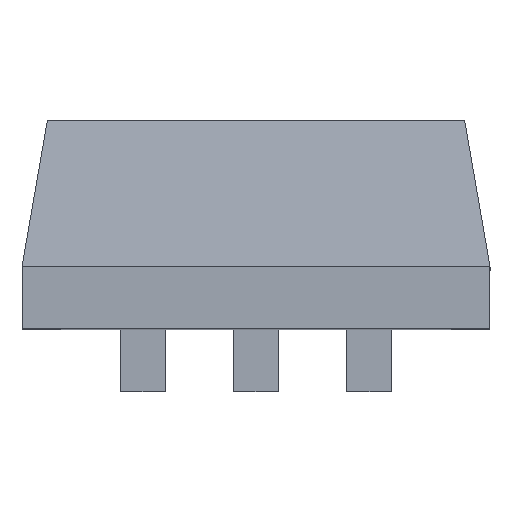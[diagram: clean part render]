
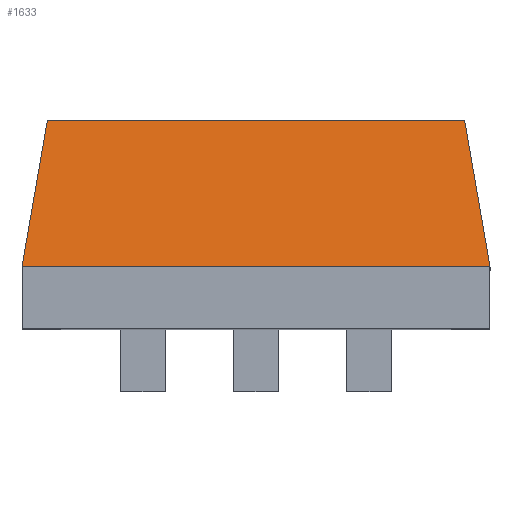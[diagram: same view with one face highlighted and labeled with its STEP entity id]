
A CAD part, top view. The second image highlights one B-rep face of the part: STEP entity #1633.
In plain terms, the highlighted face is planar.
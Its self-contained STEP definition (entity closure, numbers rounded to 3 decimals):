
#7 = ORIENTED_EDGE ( 'NONE', *, *, #395, .F. ) ;
#98 = CARTESIAN_POINT ( 'NONE',  ( 0., 13.605, 1.4 ) ) ;
#144 = VERTEX_POINT ( 'NONE', #1099 ) ;
#163 = LINE ( 'NONE', #4006, #1869 ) ;
#227 = CARTESIAN_POINT ( 'NONE',  ( 4.69, 13.035, 4.7 ) ) ;
#395 = EDGE_CURVE ( 'NONE', #144, #1014, #1709, .T. ) ;
#425 = EDGE_CURVE ( 'NONE', #3550, #886, #1194, .T. ) ;
#479 = ORIENTED_EDGE ( 'NONE', *, *, #3067, .T. ) ;
#498 = CARTESIAN_POINT ( 'NONE',  ( -4.4, 13.605, 1.4 ) ) ;
#555 = DIRECTION ( 'NONE',  ( 0., -0.985, -0.17 ) ) ;
#581 = VECTOR ( 'NONE', #1146, 1000. ) ;
#805 = LINE ( 'NONE', #98, #1577 ) ;
#886 = VERTEX_POINT ( 'NONE', #1557 ) ;
#927 = LINE ( 'NONE', #2553, #3781 ) ;
#990 = EDGE_CURVE ( 'NONE', #1760, #2147, #805, .T. ) ;
#1014 = VERTEX_POINT ( 'NONE', #2606 ) ;
#1090 = ORIENTED_EDGE ( 'NONE', *, *, #425, .F. ) ;
#1099 = CARTESIAN_POINT ( 'NONE',  ( 4.4, 13.605, 1.4 ) ) ;
#1146 = DIRECTION ( 'NONE',  ( -1., 0., 0. ) ) ;
#1151 = DIRECTION ( 'NONE',  ( -1., 0., 0. ) ) ;
#1194 = LINE ( 'NONE', #1459, #581 ) ;
#1220 = FACE_OUTER_BOUND ( 'NONE', #1222, .T. ) ;
#1222 = EDGE_LOOP ( 'NONE', ( #3217, #1554, #3922, #1090, #479, #7 ) ) ;
#1459 = CARTESIAN_POINT ( 'NONE',  ( 0., 13.035, 4.7 ) ) ;
#1554 = ORIENTED_EDGE ( 'NONE', *, *, #990, .F. ) ;
#1557 = CARTESIAN_POINT ( 'NONE',  ( -4.69, 13.035, 4.7 ) ) ;
#1577 = VECTOR ( 'NONE', #3659, 1000. ) ;
#1633 = ADVANCED_FACE ( 'NONE', ( #1220 ), #2785, .F. ) ;
#1709 = LINE ( 'NONE', #2366, #1975 ) ;
#1760 = VERTEX_POINT ( 'NONE', #3542 ) ;
#1869 = VECTOR ( 'NONE', #2417, 1000. ) ;
#1975 = VECTOR ( 'NONE', #2332, 1000. ) ;
#2104 = EDGE_CURVE ( 'NONE', #886, #1760, #163, .T. ) ;
#2147 = VERTEX_POINT ( 'NONE', #498 ) ;
#2332 = DIRECTION ( 'NONE',  ( 1., 0., 0. ) ) ;
#2366 = CARTESIAN_POINT ( 'NONE',  ( 0., 13.605, 1.4 ) ) ;
#2417 = DIRECTION ( 'NONE',  ( -0.168, 0.168, -0.971 ) ) ;
#2507 = VECTOR ( 'NONE', #3195, 1000. ) ;
#2548 = CARTESIAN_POINT ( 'NONE',  ( 4.882, 13.227, 3.586 ) ) ;
#2553 = CARTESIAN_POINT ( 'NONE',  ( -4.4, 13.605, 1.4 ) ) ;
#2577 = DIRECTION ( 'NONE',  ( -1., 0., 0. ) ) ;
#2591 = EDGE_CURVE ( 'NONE', #144, #2147, #927, .T. ) ;
#2606 = CARTESIAN_POINT ( 'NONE',  ( 5.26, 13.605, 1.4 ) ) ;
#2785 = PLANE ( 'NONE',  #3311 ) ;
#3067 = EDGE_CURVE ( 'NONE', #3550, #1014, #4100, .T. ) ;
#3195 = DIRECTION ( 'NONE',  ( 0.168, 0.168, -0.971 ) ) ;
#3217 = ORIENTED_EDGE ( 'NONE', *, *, #2591, .T. ) ;
#3311 = AXIS2_PLACEMENT_3D ( 'NONE', #4020, #555, #1151 ) ;
#3542 = CARTESIAN_POINT ( 'NONE',  ( -5.26, 13.605, 1.4 ) ) ;
#3550 = VERTEX_POINT ( 'NONE', #227 ) ;
#3659 = DIRECTION ( 'NONE',  ( 1., 0., 0. ) ) ;
#3781 = VECTOR ( 'NONE', #2577, 1000. ) ;
#3922 = ORIENTED_EDGE ( 'NONE', *, *, #2104, .F. ) ;
#4006 = CARTESIAN_POINT ( 'NONE',  ( -4.558, 12.903, 5.464 ) ) ;
#4020 = CARTESIAN_POINT ( 'NONE',  ( 0., 13.035, 4.7 ) ) ;
#4100 = LINE ( 'NONE', #2548, #2507 ) ;
